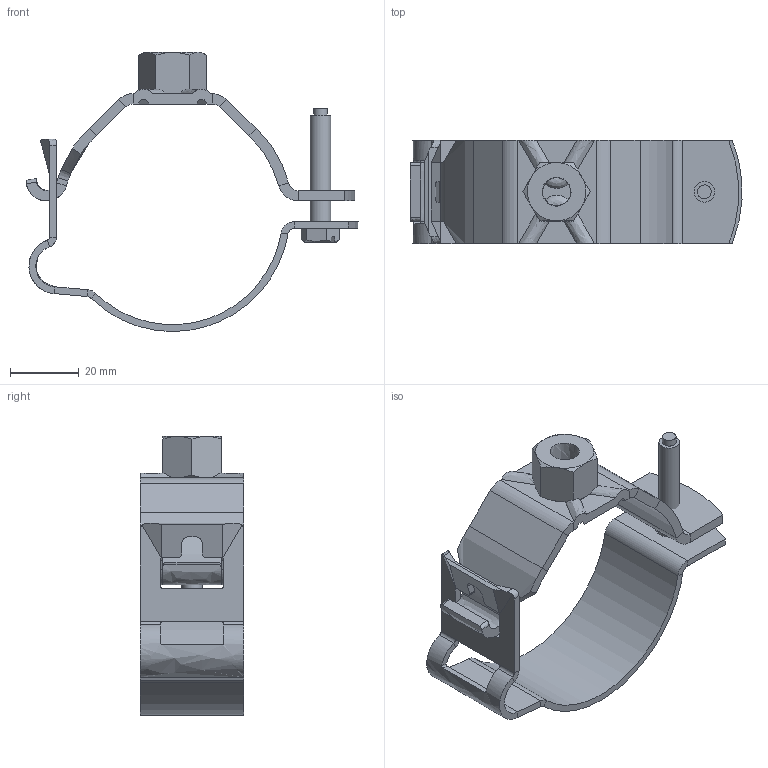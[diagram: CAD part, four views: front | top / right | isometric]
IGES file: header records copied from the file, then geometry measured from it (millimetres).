
Global section: file name: 363843; native system: Autodesk Inventor 2018; preprocessor: unknown; author: JANAN; date: 20200228.045659; units: millimetre
Bounding box: 96.6 x 30 x 81.2 mm (x, y, z)
Volume: 22384.5 mm3; surface area: 19444.1 mm2
Topology: 3 solids, 3 shells, 218 faces, 546 edges, 333 vertices
Faces by surface type: bspline 218
